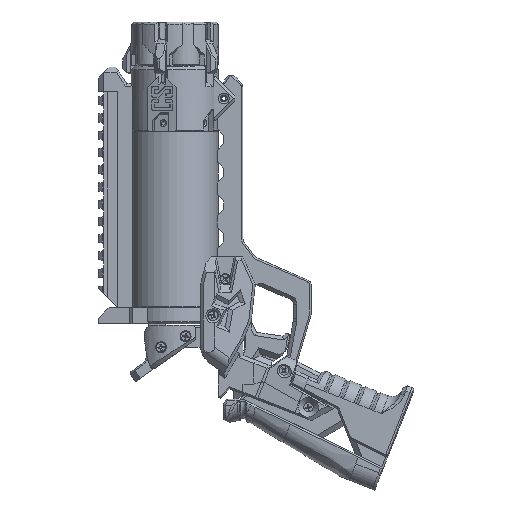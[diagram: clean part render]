
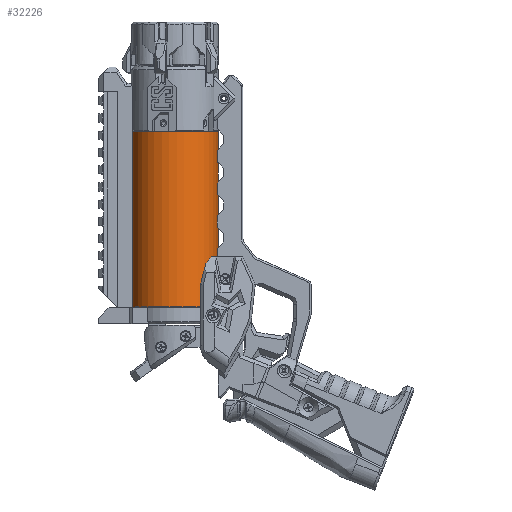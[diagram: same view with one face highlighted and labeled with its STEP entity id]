
A CAD part, left-side view. The second image highlights one B-rep face of the part: STEP entity #32226.
In plain terms, the highlighted cylindrical face has radius 25.4 mm (diameter 50.8 mm), a full revolution.
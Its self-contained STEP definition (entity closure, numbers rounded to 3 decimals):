
#8687=CYLINDRICAL_SURFACE('',#34087,25.4);
#8996=VERTEX_POINT('',#36675);
#8998=VERTEX_POINT('',#36681);
#12321=CIRCLE('',#34082,25.4);
#12323=CIRCLE('',#34086,25.4);
#13008=EDGE_CURVE('',#8996,#8996,#12321,.T.);
#13010=EDGE_CURVE('',#8998,#8998,#12323,.T.);
#18017=ORIENTED_EDGE('',*,*,#13010,.T.);
#18018=ORIENTED_EDGE('',*,*,#13008,.T.);
#28021=EDGE_LOOP('',(#18017));
#28022=EDGE_LOOP('',(#18018));
#30126=FACE_BOUND('',#28021,.T.);
#30127=FACE_BOUND('',#28022,.T.);
#32226=ADVANCED_FACE('',(#30126,#30127),#8687,.T.);
#34082=AXIS2_PLACEMENT_3D('',#36674,#68438,#68439);
#34086=AXIS2_PLACEMENT_3D('',#36680,#68445,#68446);
#34087=AXIS2_PLACEMENT_3D('',#36682,#68447,#68448);
#36674=CARTESIAN_POINT('',(0.,0.,0.));
#36675=CARTESIAN_POINT('',(25.4,0.,0.));
#36680=CARTESIAN_POINT('',(0.,0.,101.6));
#36681=CARTESIAN_POINT('',(25.4,0.,101.6));
#36682=CARTESIAN_POINT('',(0.,0.,0.));
#68438=DIRECTION('',(0.,0.,1.));
#68439=DIRECTION('',(25.4,0.,0.));
#68445=DIRECTION('',(0.,0.,-1.));
#68446=DIRECTION('',(25.4,0.,0.));
#68447=DIRECTION('',(0.,0.,1.));
#68448=DIRECTION('',(25.4,0.,0.));
